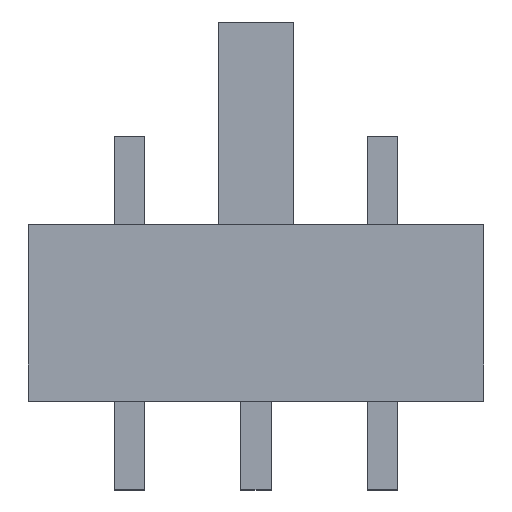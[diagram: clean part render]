
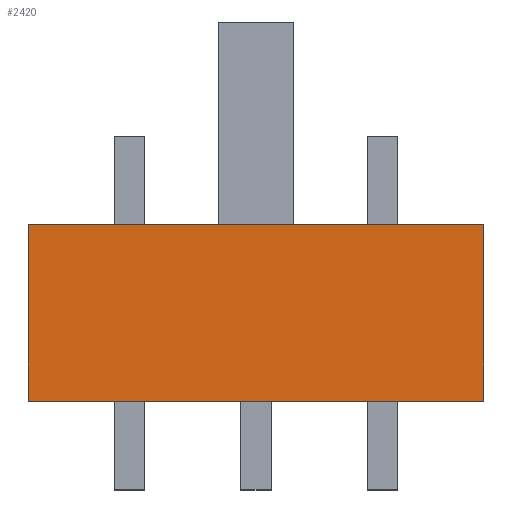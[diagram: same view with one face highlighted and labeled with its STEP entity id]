
A CAD part, top view. The second image highlights one B-rep face of the part: STEP entity #2420.
In plain terms, the highlighted planar face has unit normal (0, 0, 1).
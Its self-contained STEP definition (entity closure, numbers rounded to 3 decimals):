
#2266=CARTESIAN_POINT('',(-20.5,1.75,3.6));
#2267=VERTEX_POINT('',#2266);
#2274=CARTESIAN_POINT('',(-20.5,-1.75,3.6));
#2275=VERTEX_POINT('',#2274);
#2276=CARTESIAN_POINT('',(-20.5,-1.75,3.6));
#2277=DIRECTION('',(0.,1.,0.));
#2278=VECTOR('',#2277,3.5);
#2279=LINE('',#2276,#2278);
#2280=EDGE_CURVE('',#2275,#2267,#2279,.T.);
#2305=CARTESIAN_POINT('',(-29.5,-1.75,3.6));
#2306=VERTEX_POINT('',#2305);
#2307=CARTESIAN_POINT('',(-29.5,-1.75,3.6));
#2308=DIRECTION('',(1.,0.,-0.));
#2309=VECTOR('',#2308,9.);
#2310=LINE('',#2307,#2309);
#2311=EDGE_CURVE('',#2306,#2275,#2310,.T.);
#2336=CARTESIAN_POINT('',(-29.5,1.75,3.6));
#2337=VERTEX_POINT('',#2336);
#2338=CARTESIAN_POINT('',(-29.5,1.75,3.6));
#2339=DIRECTION('',(0.,-1.,0.));
#2340=VECTOR('',#2339,3.5);
#2341=LINE('',#2338,#2340);
#2342=EDGE_CURVE('',#2337,#2306,#2341,.T.);
#2399=CARTESIAN_POINT('',(-20.5,1.75,3.6));
#2400=DIRECTION('',(-1.,0.,0.));
#2401=VECTOR('',#2400,9.);
#2402=LINE('',#2399,#2401);
#2403=EDGE_CURVE('',#2267,#2337,#2402,.T.);
#2409=CARTESIAN_POINT('',(-44.6,0.,3.6));
#2410=DIRECTION('',(0.,0.,-1.));
#2411=DIRECTION('',(-1.,0.,0.));
#2412=AXIS2_PLACEMENT_3D('',#2409,#2410,#2411);
#2413=PLANE('',#2412);
#2414=ORIENTED_EDGE('',*,*,#2280,.T.);
#2415=ORIENTED_EDGE('',*,*,#2403,.T.);
#2416=ORIENTED_EDGE('',*,*,#2342,.T.);
#2417=ORIENTED_EDGE('',*,*,#2311,.T.);
#2418=EDGE_LOOP('',(#2414,#2415,#2416,#2417));
#2419=FACE_BOUND('',#2418,.T.);
#2420=ADVANCED_FACE('',(#2419),#2413,.F.);
